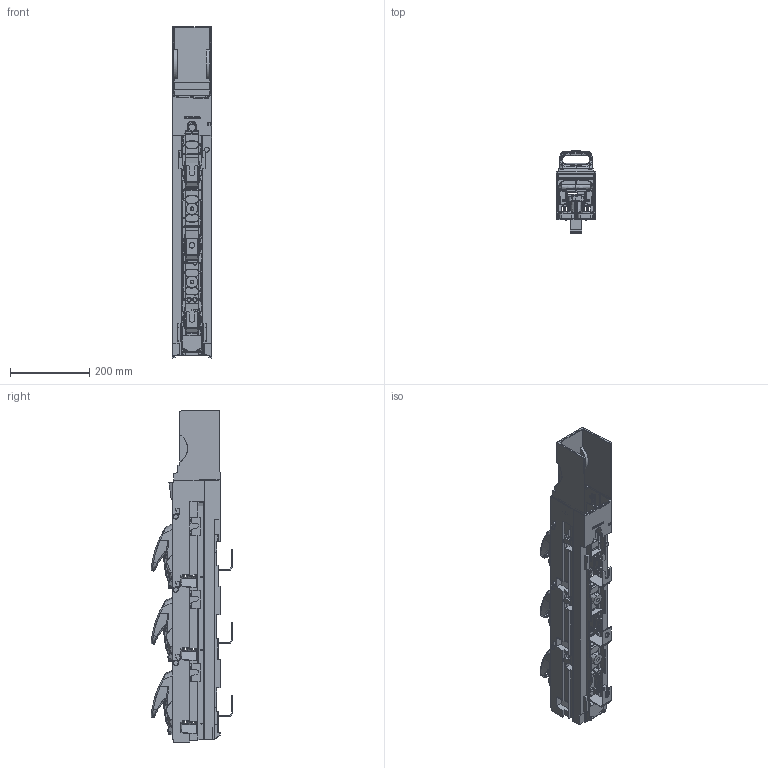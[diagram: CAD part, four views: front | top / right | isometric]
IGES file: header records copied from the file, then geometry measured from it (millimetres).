
Global section: file name: model1.igs; native system: NX V8.0; preprocessor: SIEMENS PLM Software NX 8.0; date: 20140313.194550; units: millimetre
Bounding box: 99.01 x 206.88 x 839.87 mm (x, y, z)
Surface area: 756647.3 mm2 (no closed solid volume)
Topology: 0 solids, 0 shells, 2781 faces, 22203 edges, 22137 vertices
Faces by surface type: bspline 2781
